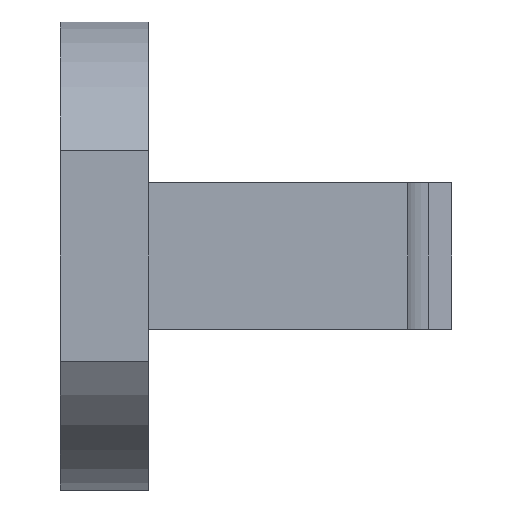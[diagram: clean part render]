
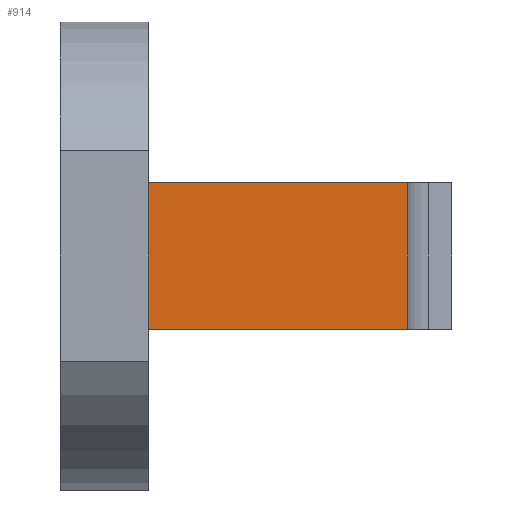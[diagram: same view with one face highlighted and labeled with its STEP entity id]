
A CAD part, left-side view. The second image highlights one B-rep face of the part: STEP entity #914.
In plain terms, the highlighted planar face has unit normal (-1, 0, 0).
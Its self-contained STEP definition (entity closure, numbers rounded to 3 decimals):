
#43 = PLANE('',#44);
#44 = AXIS2_PLACEMENT_3D('',#45,#46,#47);
#45 = CARTESIAN_POINT('',(-53.,4.797,41.));
#46 = DIRECTION('',(0.,0.,-1.));
#47 = DIRECTION('',(0.,1.,0.));
#97 = PLANE('',#98);
#98 = AXIS2_PLACEMENT_3D('',#99,#100,#101);
#99 = CARTESIAN_POINT('',(-53.,11.,44.));
#100 = DIRECTION('',(0.,0.,1.));
#101 = DIRECTION('',(0.,-1.,0.));
#262 = VERTEX_POINT('',#263);
#263 = CARTESIAN_POINT('',(-62.5,5.7,41.));
#276 = PLANE('',#277);
#277 = AXIS2_PLACEMENT_3D('',#278,#279,#280);
#278 = CARTESIAN_POINT('',(-62.5,5.7,37.5));
#279 = DIRECTION('',(0.,1.,0.));
#280 = DIRECTION('',(1.,0.,0.));
#287 = EDGE_CURVE('',#262,#288,#290,.T.);
#288 = VERTEX_POINT('',#289);
#289 = CARTESIAN_POINT('',(-62.5,11.,41.));
#290 = SURFACE_CURVE('',#291,(#295,#301),.PCURVE_S1.);
#291 = LINE('',#292,#293);
#292 = CARTESIAN_POINT('',(-62.5,7.899,41.));
#293 = VECTOR('',#294,1.);
#294 = DIRECTION('',(0.,1.,0.));
#295 = PCURVE('',#43,#296);
#296 = DEFINITIONAL_REPRESENTATION('',(#297),#300);
#297 = B_SPLINE_CURVE_WITH_KNOTS('',1,(#298,#299),.UNSPECIFIED.,.F.,.F.,
  (2,2),(-2.199,3.101),.PIECEWISE_BEZIER_KNOTS.);
#298 = CARTESIAN_POINT('',(0.903,-9.5));
#299 = CARTESIAN_POINT('',(6.203,-9.5));
#300 = ( GEOMETRIC_REPRESENTATION_CONTEXT(2) 
PARAMETRIC_REPRESENTATION_CONTEXT() REPRESENTATION_CONTEXT('2D SPACE',''
  ) );
#301 = PCURVE('',#302,#307);
#302 = PLANE('',#303);
#303 = AXIS2_PLACEMENT_3D('',#304,#305,#306);
#304 = CARTESIAN_POINT('',(-62.5,11.,37.5));
#305 = DIRECTION('',(1.,0.,0.));
#306 = DIRECTION('',(0.,-1.,0.));
#307 = DEFINITIONAL_REPRESENTATION('',(#308),#311);
#308 = B_SPLINE_CURVE_WITH_KNOTS('',1,(#309,#310),.UNSPECIFIED.,.F.,.F.,
  (2,2),(-2.199,3.101),.PIECEWISE_BEZIER_KNOTS.);
#309 = CARTESIAN_POINT('',(5.3,-3.5));
#310 = CARTESIAN_POINT('',(0.,-3.5));
#311 = ( GEOMETRIC_REPRESENTATION_CONTEXT(2) 
PARAMETRIC_REPRESENTATION_CONTEXT() REPRESENTATION_CONTEXT('2D SPACE',''
  ) );
#471 = VERTEX_POINT('',#472);
#472 = CARTESIAN_POINT('',(-62.5,11.,44.));
#498 = EDGE_CURVE('',#471,#499,#501,.T.);
#499 = VERTEX_POINT('',#500);
#500 = CARTESIAN_POINT('',(-62.5,5.7,44.));
#501 = SURFACE_CURVE('',#502,(#506,#512),.PCURVE_S1.);
#502 = LINE('',#503,#504);
#503 = CARTESIAN_POINT('',(-62.5,11.,44.));
#504 = VECTOR('',#505,1.);
#505 = DIRECTION('',(0.,-1.,0.));
#506 = PCURVE('',#97,#507);
#507 = DEFINITIONAL_REPRESENTATION('',(#508),#511);
#508 = B_SPLINE_CURVE_WITH_KNOTS('',1,(#509,#510),.UNSPECIFIED.,.F.,.F.,
  (2,2),(0.,5.3),.PIECEWISE_BEZIER_KNOTS.);
#509 = CARTESIAN_POINT('',(0.,-9.5));
#510 = CARTESIAN_POINT('',(5.3,-9.5));
#511 = ( GEOMETRIC_REPRESENTATION_CONTEXT(2) 
PARAMETRIC_REPRESENTATION_CONTEXT() REPRESENTATION_CONTEXT('2D SPACE',''
  ) );
#512 = PCURVE('',#302,#513);
#513 = DEFINITIONAL_REPRESENTATION('',(#514),#517);
#514 = B_SPLINE_CURVE_WITH_KNOTS('',1,(#515,#516),.UNSPECIFIED.,.F.,.F.,
  (2,2),(0.,5.3),.PIECEWISE_BEZIER_KNOTS.);
#515 = CARTESIAN_POINT('',(0.,-6.5));
#516 = CARTESIAN_POINT('',(5.3,-6.5));
#517 = ( GEOMETRIC_REPRESENTATION_CONTEXT(2) 
PARAMETRIC_REPRESENTATION_CONTEXT() REPRESENTATION_CONTEXT('2D SPACE',''
  ) );
#914 = ADVANCED_FACE('',(#915),#302,.F.);
#915 = FACE_BOUND('',#916,.F.);
#916 = EDGE_LOOP('',(#917,#918,#944,#945));
#917 = ORIENTED_EDGE('',*,*,#287,.T.);
#918 = ORIENTED_EDGE('',*,*,#919,.T.);
#919 = EDGE_CURVE('',#288,#471,#920,.T.);
#920 = SURFACE_CURVE('',#921,(#925,#932),.PCURVE_S1.);
#921 = LINE('',#922,#923);
#922 = CARTESIAN_POINT('',(-62.5,11.,37.5));
#923 = VECTOR('',#924,1.);
#924 = DIRECTION('',(0.,0.,1.));
#925 = PCURVE('',#302,#926);
#926 = DEFINITIONAL_REPRESENTATION('',(#927),#931);
#927 = LINE('',#928,#929);
#928 = CARTESIAN_POINT('',(0.,0.));
#929 = VECTOR('',#930,1.);
#930 = DIRECTION('',(0.,-1.));
#931 = ( GEOMETRIC_REPRESENTATION_CONTEXT(2) 
PARAMETRIC_REPRESENTATION_CONTEXT() REPRESENTATION_CONTEXT('2D SPACE',''
  ) );
#932 = PCURVE('',#933,#938);
#933 = PLANE('',#934);
#934 = AXIS2_PLACEMENT_3D('',#935,#936,#937);
#935 = CARTESIAN_POINT('',(-101.8,11.,37.5));
#936 = DIRECTION('',(0.,1.,0.));
#937 = DIRECTION('',(1.,0.,0.));
#938 = DEFINITIONAL_REPRESENTATION('',(#939),#943);
#939 = LINE('',#940,#941);
#940 = CARTESIAN_POINT('',(39.3,0.));
#941 = VECTOR('',#942,1.);
#942 = DIRECTION('',(0.,-1.));
#943 = ( GEOMETRIC_REPRESENTATION_CONTEXT(2) 
PARAMETRIC_REPRESENTATION_CONTEXT() REPRESENTATION_CONTEXT('2D SPACE',''
  ) );
#944 = ORIENTED_EDGE('',*,*,#498,.T.);
#945 = ORIENTED_EDGE('',*,*,#946,.F.);
#946 = EDGE_CURVE('',#262,#499,#947,.T.);
#947 = SURFACE_CURVE('',#948,(#952,#959),.PCURVE_S1.);
#948 = LINE('',#949,#950);
#949 = CARTESIAN_POINT('',(-62.5,5.7,37.5));
#950 = VECTOR('',#951,1.);
#951 = DIRECTION('',(0.,0.,1.));
#952 = PCURVE('',#302,#953);
#953 = DEFINITIONAL_REPRESENTATION('',(#954),#958);
#954 = LINE('',#955,#956);
#955 = CARTESIAN_POINT('',(5.3,0.));
#956 = VECTOR('',#957,1.);
#957 = DIRECTION('',(0.,-1.));
#958 = ( GEOMETRIC_REPRESENTATION_CONTEXT(2) 
PARAMETRIC_REPRESENTATION_CONTEXT() REPRESENTATION_CONTEXT('2D SPACE',''
  ) );
#959 = PCURVE('',#276,#960);
#960 = DEFINITIONAL_REPRESENTATION('',(#961),#965);
#961 = LINE('',#962,#963);
#962 = CARTESIAN_POINT('',(0.,0.));
#963 = VECTOR('',#964,1.);
#964 = DIRECTION('',(0.,-1.));
#965 = ( GEOMETRIC_REPRESENTATION_CONTEXT(2) 
PARAMETRIC_REPRESENTATION_CONTEXT() REPRESENTATION_CONTEXT('2D SPACE',''
  ) );
